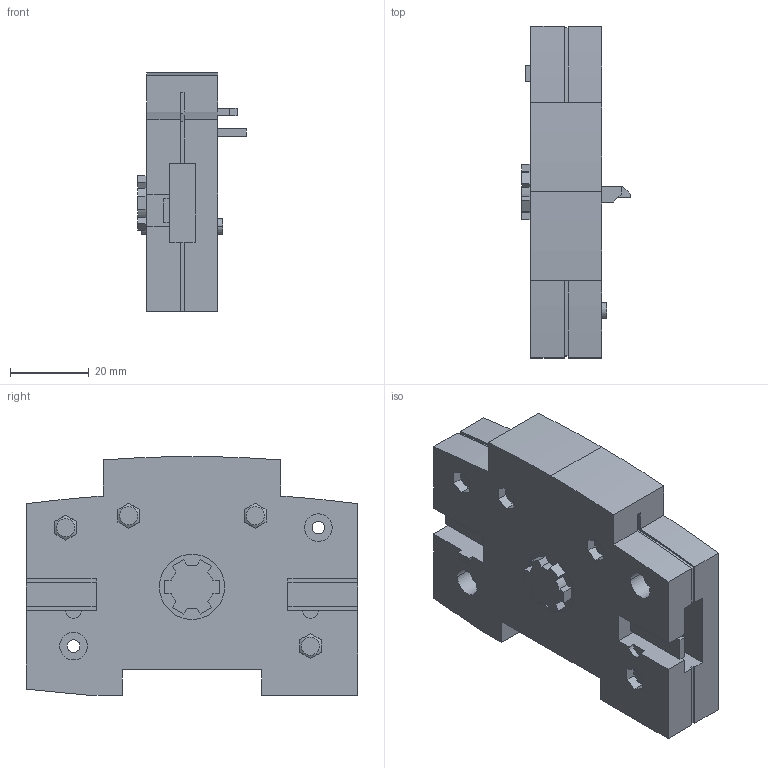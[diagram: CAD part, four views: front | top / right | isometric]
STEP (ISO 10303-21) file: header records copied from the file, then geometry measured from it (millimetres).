
FILE_DESCRIPTION(('STEP AP214'),'1');
FILE_NAME('cctmp_AEFABE87-F446-494F-B367-5825F2D8510B_2023_04_14_01_00_53_0607..stp','2023-04-13T23:00:54',('SIEMENS A&D'),('CADClick - www.CADClick.com'),'Spatial InterOp 3D postprocessed',' ','unknown authorization');
FILE_SCHEMA(('AUTOMOTIVE_DESIGN'));
Length unit declared in the file: millimetre
Products named in the file (1): 2023_04_14_01_00_53_0591
Bounding box: 27.6 x 84 x 60.5 mm (x, y, z)
Volume: 71447.3 mm3; surface area: 18680.6 mm2
Topology: 1 solids, 5 shells, 336 faces, 888 edges, 592 vertices
Faces by surface type: plane 246, cylinder 66, cone 16, torus 8
Entity records: 17519 total; most frequent: CARTESIAN_POINT 2321, STYLED_ITEM 1817, PRESENTATION_STYLE_ASSIGNMENT 1817, ORIENTED_EDGE 1776, DIRECTION 1606, EDGE_CURVE 888, CURVE_STYLE 888, DRAUGHTING_PRE_DEFINED_CURVE_FONT 888
